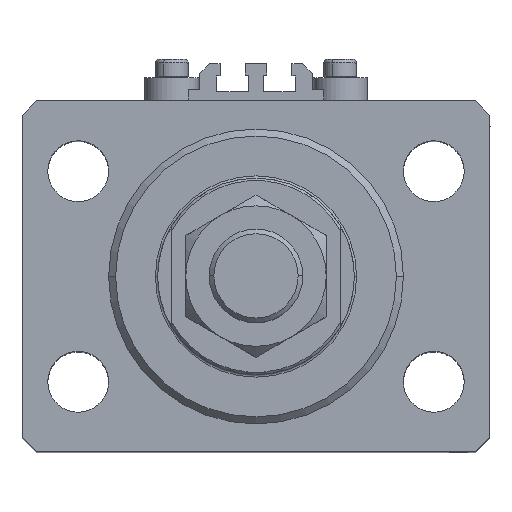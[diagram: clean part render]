
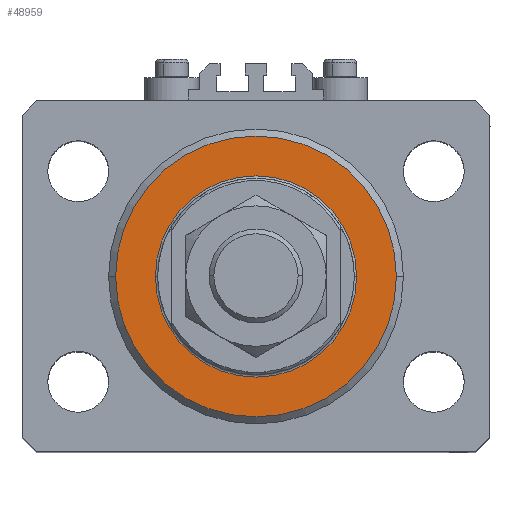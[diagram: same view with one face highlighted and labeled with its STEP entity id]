
A CAD part, top view. The second image highlights one B-rep face of the part: STEP entity #48959.
In plain terms, the highlighted face is planar.
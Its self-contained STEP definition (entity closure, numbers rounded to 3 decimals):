
#908 = DIRECTION ( 'NONE',  ( 1., 0., 0. ) ) ;
#1037 = CARTESIAN_POINT ( 'NONE',  ( 0., 0., 0. ) ) ;
#4897 = VERTEX_POINT ( 'NONE', #10545 ) ;
#5499 = AXIS2_PLACEMENT_3D ( 'NONE', #19261, #18350, #34351 ) ;
#5711 = CARTESIAN_POINT ( 'NONE',  ( 30., 0., 0. ) ) ;
#6267 = DIRECTION ( 'NONE',  ( 0., 0., 1. ) ) ;
#6635 = AXIS2_PLACEMENT_3D ( 'NONE', #27374, #23669, #908 ) ;
#6831 = DIRECTION ( 'NONE',  ( 0., 0., -1. ) ) ;
#7570 = CARTESIAN_POINT ( 'NONE',  ( 0., 0., 0. ) ) ;
#10545 = CARTESIAN_POINT ( 'NONE',  ( -30., 0., 0. ) ) ;
#14355 = EDGE_CURVE ( 'NONE', #23048, #4897, #35451, .T. ) ;
#15567 = FACE_OUTER_BOUND ( 'NONE', #28008, .T. ) ;
#18350 = DIRECTION ( 'NONE',  ( 0., 0., 1. ) ) ;
#18457 = DIRECTION ( 'NONE',  ( 1., 0., 0. ) ) ;
#19261 = CARTESIAN_POINT ( 'NONE',  ( 0., 0., 0. ) ) ;
#19917 = EDGE_LOOP ( 'NONE', ( #28677, #34408 ) ) ;
#20256 = CIRCLE ( 'NONE', #28936, 21.5 ) ;
#21034 = AXIS2_PLACEMENT_3D ( 'NONE', #21842, #6267, #40661 ) ;
#21842 = CARTESIAN_POINT ( 'NONE',  ( 0., 0., 0. ) ) ;
#21878 = EDGE_CURVE ( 'NONE', #43778, #28440, #20256, .T. ) ;
#22818 = AXIS2_PLACEMENT_3D ( 'NONE', #7570, #6831, #18457 ) ;
#23048 = VERTEX_POINT ( 'NONE', #5711 ) ;
#23669 = DIRECTION ( 'NONE',  ( 0., 0., -1. ) ) ;
#23715 = FACE_BOUND ( 'NONE', #19917, .T. ) ;
#26200 = ORIENTED_EDGE ( 'NONE', *, *, #30608, .T. ) ;
#27374 = CARTESIAN_POINT ( 'NONE',  ( 0., 0., 0. ) ) ;
#28008 = EDGE_LOOP ( 'NONE', ( #47854, #26200 ) ) ;
#28440 = VERTEX_POINT ( 'NONE', #29895 ) ;
#28677 = ORIENTED_EDGE ( 'NONE', *, *, #21878, .T. ) ;
#28936 = AXIS2_PLACEMENT_3D ( 'NONE', #1037, #41887, #46560 ) ;
#29895 = CARTESIAN_POINT ( 'NONE',  ( -21.5, 0., 0. ) ) ;
#30608 = EDGE_CURVE ( 'NONE', #4897, #23048, #42985, .T. ) ;
#32043 = CARTESIAN_POINT ( 'NONE',  ( 21.5, 0., 0. ) ) ;
#34351 = DIRECTION ( 'NONE',  ( 1., 0., 0. ) ) ;
#34408 = ORIENTED_EDGE ( 'NONE', *, *, #40511, .T. ) ;
#35087 = PLANE ( 'NONE',  #5499 ) ;
#35451 = CIRCLE ( 'NONE', #22818, 30. ) ;
#39232 = CIRCLE ( 'NONE', #21034, 21.5 ) ;
#40511 = EDGE_CURVE ( 'NONE', #28440, #43778, #39232, .T. ) ;
#40661 = DIRECTION ( 'NONE',  ( 1., 0., 0. ) ) ;
#41887 = DIRECTION ( 'NONE',  ( 0., 0., 1. ) ) ;
#42985 = CIRCLE ( 'NONE', #6635, 30. ) ;
#43778 = VERTEX_POINT ( 'NONE', #32043 ) ;
#46560 = DIRECTION ( 'NONE',  ( 1., 0., 0. ) ) ;
#47854 = ORIENTED_EDGE ( 'NONE', *, *, #14355, .T. ) ;
#48959 = ADVANCED_FACE ( 'NONE', ( #23715, #15567 ), #35087, .F. ) ;
